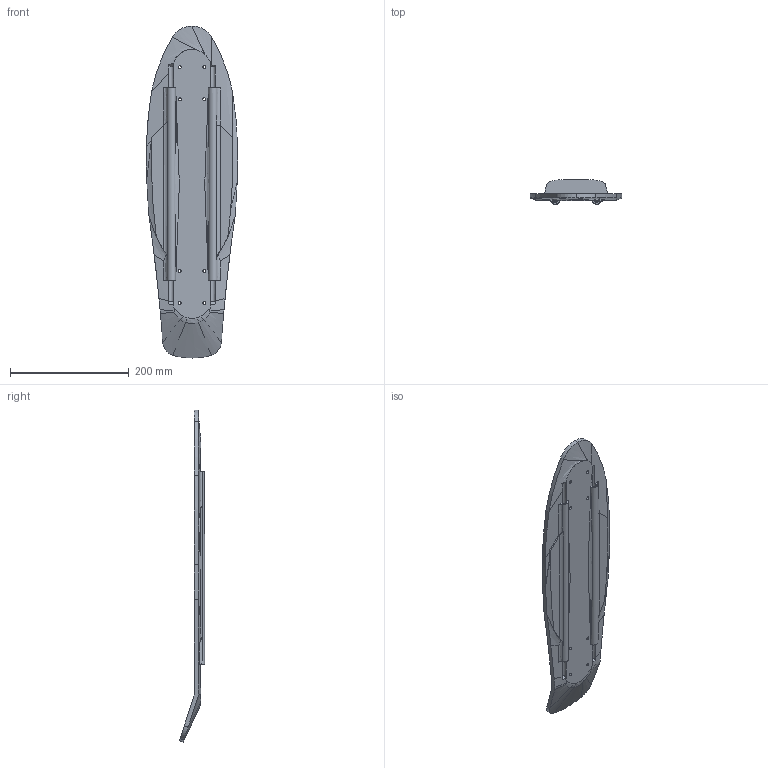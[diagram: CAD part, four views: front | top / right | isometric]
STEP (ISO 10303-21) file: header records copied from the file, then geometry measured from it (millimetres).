
FILE_DESCRIPTION(/* description */ (''),/* implementation_level */ '2;1');
FILE_NAME(/* name */ 'board.stp',/* time_stamp */ '2023-09-02T17:18:20-07:00',/* author */ ('devan'),/* organization */ (''),/* preprocessor_version */ 'ST-DEVELOPER v20',/* originating_system */ 'Autodesk Inventor 2024',/* authorisation */ '');
FILE_SCHEMA (('AUTOMOTIVE_DESIGN { 1 0 10303 214 3 1 1 }'));
Length unit declared in the file: millimetre
Products named in the file (1): Part1
Bounding box: 153.95 x 42.16 x 558.8 mm (x, y, z)
Volume: 738593.9 mm3; surface area: 171900.7 mm2
Topology: 1 solids, 3 shells, 118 faces, 307 edges, 195 vertices
Faces by surface type: cylinder 39, plane 36, bspline 35, cone 8
Full cylindrical faces by diameter (mm): 4.5 x2, 5 x12, 9 x4
Entity records: 5215 total; most frequent: CARTESIAN_POINT 2454, ORIENTED_EDGE 606, DIRECTION 496, EDGE_CURVE 303, AXIS2_PLACEMENT_3D 201, VERTEX_POINT 195, EDGE_LOOP 138, FACE_OUTER_BOUND 118
